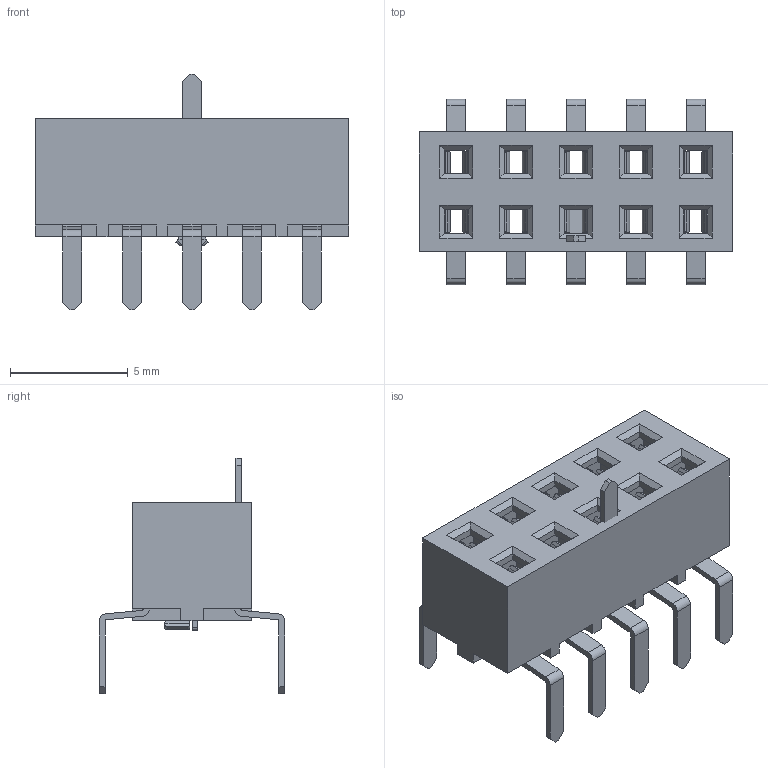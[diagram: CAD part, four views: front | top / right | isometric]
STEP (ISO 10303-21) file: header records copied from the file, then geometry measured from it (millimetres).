
FILE_DESCRIPTION( ( 'Unknown' ), '1' );
FILE_NAME( '613010216921.stp', 'Unknown', ( 'Unknown' ), ( 'Unknown' ), 'PSStep 14.0', 'Unknown', ' ' );
FILE_SCHEMA( ( 'AUTOMOTIVE_DESIGN { 1 0 10303 214 1 1 1 1 }' ) );
Length unit declared in the file: millimetre
Products named in the file (3): Assem1; 6130xx216921_PIN; 613010216921
Bounding box: 13.3 x 7.87 x 10 mm (x, y, z)
Volume: 398.1 mm3; surface area: 1668.7 mm2
Topology: 13 solids, 13 shells, 1106 faces, 2940 edges, 1860 vertices
Faces by surface type: plane 754, cylinder 352
Entity records: 8612 total; most frequent: CARTESIAN_POINT 1244, ORIENTED_EDGE 1176, DIRECTION 1096, EDGE_CURVE 588, LINE 520, VECTOR 520, VERTEX_POINT 372, AXIS2_PLACEMENT_3D 288
